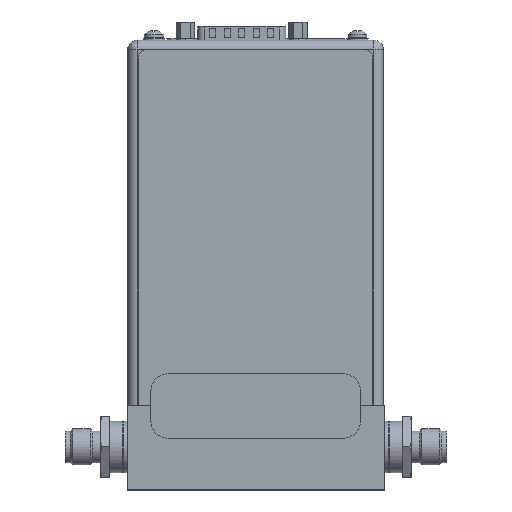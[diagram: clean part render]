
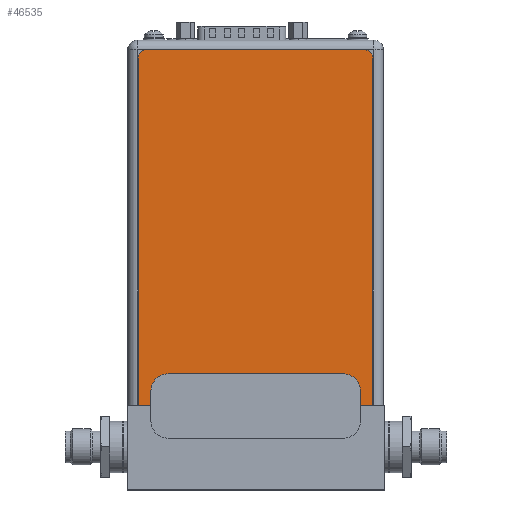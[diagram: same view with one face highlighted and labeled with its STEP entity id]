
A CAD part, top view. The second image highlights one B-rep face of the part: STEP entity #46535.
In plain terms, the highlighted planar face has unit normal (0, 0, 1).
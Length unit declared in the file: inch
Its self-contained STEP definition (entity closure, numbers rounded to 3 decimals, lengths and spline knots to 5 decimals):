
#46368=CARTESIAN_POINT('',(2.63,4.04,0.004));
#46369=DIRECTION('',(0.,0.,-1.));
#46370=DIRECTION('',(0.,1.,0.));
#46371=AXIS2_PLACEMENT_3D('',#46368,#46369,#46370);
#46373=DIRECTION('',(0.,-1.,0.));
#46374=VECTOR('',#46373,4.04);
#46375=CARTESIAN_POINT('',(2.73,4.04,0.004));
#46376=LINE('',#46375,#46374);
#46377=DIRECTION('',(-1.,0.,0.));
#46378=VECTOR('',#46377,2.73);
#46379=CARTESIAN_POINT('',(2.73,0.,0.004));
#46380=LINE('',#46379,#46378);
#46381=DIRECTION('',(0.,1.,0.));
#46382=VECTOR('',#46381,4.04);
#46383=CARTESIAN_POINT('',(0.,0.,0.004));
#46384=LINE('',#46383,#46382);
#46385=CARTESIAN_POINT('',(0.1,4.04,0.004));
#46386=DIRECTION('',(0.,0.,-1.));
#46387=DIRECTION('',(-1.,0.,0.));
#46388=AXIS2_PLACEMENT_3D('',#46385,#46386,#46387);
#46390=DIRECTION('',(1.,0.,0.));
#46391=VECTOR('',#46390,2.53);
#46392=CARTESIAN_POINT('',(0.1,4.14,0.004));
#46393=LINE('',#46392,#46391);
#46406=CARTESIAN_POINT('',(2.73,4.04,0.004));
#46407=VERTEX_POINT('',#46406);
#46408=CARTESIAN_POINT('',(2.63,4.14,0.004));
#46409=VERTEX_POINT('',#46408);
#46410=CARTESIAN_POINT('',(2.73,0.,0.004));
#46411=VERTEX_POINT('',#46410);
#46412=CARTESIAN_POINT('',(0.,0.,0.004));
#46413=VERTEX_POINT('',#46412);
#46414=CARTESIAN_POINT('',(0.,4.04,0.004));
#46415=VERTEX_POINT('',#46414);
#46416=CARTESIAN_POINT('',(0.1,4.14,0.004));
#46417=VERTEX_POINT('',#46416);
#46522=CARTESIAN_POINT('',(0.,0.,0.004));
#46523=DIRECTION('',(0.,0.,1.));
#46524=DIRECTION('',(1.,0.,0.));
#46525=AXIS2_PLACEMENT_3D('',#46522,#46523,#46524);
#46526=PLANE('',#46525);
#46527=ORIENTED_EDGE('',*,*,#46446,.T.);
#46528=ORIENTED_EDGE('',*,*,#46462,.T.);
#46529=ORIENTED_EDGE('',*,*,#46475,.T.);
#46530=ORIENTED_EDGE('',*,*,#46488,.T.);
#46531=ORIENTED_EDGE('',*,*,#46503,.T.);
#46532=ORIENTED_EDGE('',*,*,#46515,.T.);
#46533=EDGE_LOOP('',(#46527,#46528,#46529,#46530,#46531,#46532));
#46534=FACE_OUTER_BOUND('',#46533,.F.);
#46535=ADVANCED_FACE('',(#46534),#46526,.T.);
#46372=CIRCLE('',#46371,0.1);
#46389=CIRCLE('',#46388,0.1);
#46446=EDGE_CURVE('',#46409,#46407,#46372,.T.);
#46462=EDGE_CURVE('',#46407,#46411,#46376,.T.);
#46475=EDGE_CURVE('',#46411,#46413,#46380,.T.);
#46488=EDGE_CURVE('',#46413,#46415,#46384,.T.);
#46503=EDGE_CURVE('',#46415,#46417,#46389,.T.);
#46515=EDGE_CURVE('',#46417,#46409,#46393,.T.);
